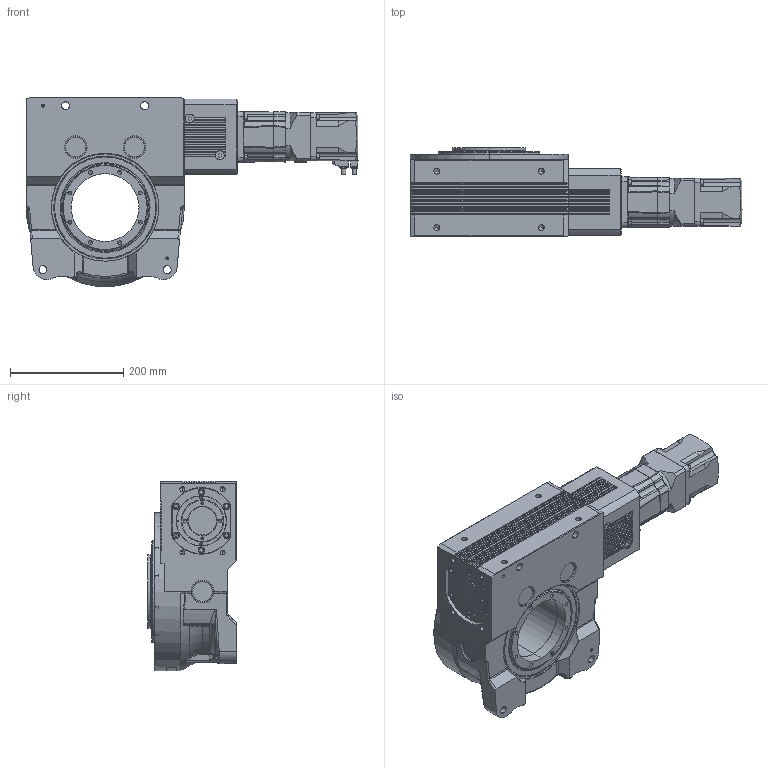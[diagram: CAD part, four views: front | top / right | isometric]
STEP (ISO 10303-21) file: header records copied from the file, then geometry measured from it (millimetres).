
FILE_DESCRIPTION (( 'STEP AP203' ), '1' );
FILE_NAME ('RGV129V4449X000.STEP', '2022-07-13T02:58:08', ( '' ), ( '' ), 'SwSTEP 2.0', 'SolidWorks 2019', '' );
FILE_SCHEMA (( 'CONFIG_CONTROL_DESIGN' ));
Products named in the file (6): RGV125-012_024GT-00_PRT019173; CAP-M6-SC_M6x20; RGV129V4449X000; B1292; Outside_9810086341_HPN-20A-20-J6AFC-BB4-BL5-OM; RGV125-減速機ベース_PRT019174
Assembly tree (12 placements, depth 2):
  RGV129V4449X000
    RGV125-012_024GT-00_PRT019173
    RGV125-減速機ベース_PRT019174
    Outside_9810086341_HPN-20A-20-J6AFC-BB4-BL5-OM
    B1292
    CAP-M6-SC_M6x20  x8
Bounding box: 587.5 x 157 x 335.05 mm (x, y, z)
Volume: 12283519.3 mm3; surface area: 841623.8 mm2
Topology: 14 solids, 14 shells, 2861 faces, 7040 edges, 4368 vertices
Faces by surface type: plane 1196, cylinder 978, cone 428, bspline 177, torus 42, sphere 40
Entity records: 94686 total; most frequent: CARTESIAN_POINT 29450, DIRECTION 13549, ORIENTED_EDGE 13256, EDGE_CURVE 6628, AXIS2_PLACEMENT_3D 4959, VERTEX_POINT 4214, LINE 3631, VECTOR 3631
